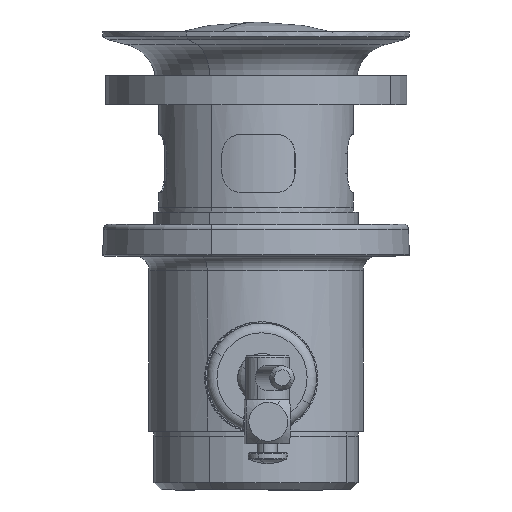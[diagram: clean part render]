
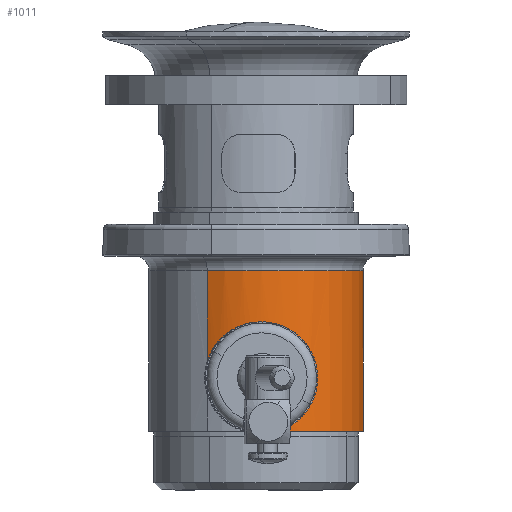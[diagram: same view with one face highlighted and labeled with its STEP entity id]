
A CAD part, front view. The second image highlights one B-rep face of the part: STEP entity #1011.
In plain terms, the highlighted cylindrical face has radius 22 mm (diameter 44 mm), a partial arc.
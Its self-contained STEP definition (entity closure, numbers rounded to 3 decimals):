
#595=CARTESIAN_POINT('Axis2P3D Location',(0.,0.,45.)) ;
#599=CARTESIAN_POINT('Vertex',(10.547,19.307,45.)) ;
#601=CARTESIAN_POINT('Vertex',(-10.547,-19.307,45.)) ;
#633=CARTESIAN_POINT('Axis2P3D Location',(0.,0.,25.)) ;
#638=CARTESIAN_POINT('Line Origine',(-10.547,-19.307,28.523)) ;
#642=CARTESIAN_POINT('Vertex',(-10.547,-19.307,25.154)) ;
#645=CARTESIAN_POINT('Line Origine',(10.547,19.307,28.523)) ;
#649=CARTESIAN_POINT('Vertex',(10.547,19.307,12.045)) ;
#934=CARTESIAN_POINT('Axis2P3D Location',(0.,0.,12.045)) ;
#938=CARTESIAN_POINT('Vertex',(0.972,-21.979,12.045)) ;
#965=CARTESIAN_POINT('Control Point',(-10.547,-19.307,25.154)) ;
#966=CARTESIAN_POINT('Control Point',(-10.384,-19.396,25.993)) ;
#967=CARTESIAN_POINT('Control Point',(-10.141,-19.527,26.811)) ;
#968=CARTESIAN_POINT('Control Point',(-9.823,-19.691,27.597)) ;
#969=CARTESIAN_POINT('Control Point',(-8.797,-20.191,29.579)) ;
#970=CARTESIAN_POINT('Control Point',(-7.321,-20.785,31.237)) ;
#971=CARTESIAN_POINT('Control Point',(-6.247,-21.147,32.12)) ;
#972=CARTESIAN_POINT('Control Point',(-4.522,-21.588,33.121)) ;
#973=CARTESIAN_POINT('Control Point',(-2.609,-21.856,33.697)) ;
#974=CARTESIAN_POINT('Control Point',(-2.026,-21.919,33.829)) ;
#975=CARTESIAN_POINT('Control Point',(-0.194,-22.051,34.107)) ;
#976=CARTESIAN_POINT('Control Point',(1.678,-21.991,33.981)) ;
#977=CARTESIAN_POINT('Control Point',(2.917,-21.856,33.702)) ;
#978=CARTESIAN_POINT('Control Point',(4.084,-21.646,33.253)) ;
#979=CARTESIAN_POINT('Control Point',(5.156,-21.387,32.653)) ;
#980=CARTESIAN_POINT('Vertex',(5.156,-21.387,32.653)) ;
#984=CARTESIAN_POINT('Control Point',(0.972,-21.979,12.045)) ;
#985=CARTESIAN_POINT('Control Point',(1.897,-21.938,12.131)) ;
#986=CARTESIAN_POINT('Control Point',(2.811,-21.848,12.319)) ;
#987=CARTESIAN_POINT('Control Point',(3.696,-21.714,12.606)) ;
#988=CARTESIAN_POINT('Control Point',(5.253,-21.397,13.305)) ;
#989=CARTESIAN_POINT('Control Point',(6.628,-20.993,14.283)) ;
#990=CARTESIAN_POINT('Control Point',(7.217,-20.795,14.788)) ;
#991=CARTESIAN_POINT('Control Point',(8.675,-20.252,16.28)) ;
#992=CARTESIAN_POINT('Control Point',(9.759,-19.735,18.095)) ;
#993=CARTESIAN_POINT('Control Point',(10.275,-19.458,19.345)) ;
#994=CARTESIAN_POINT('Control Point',(10.86,-19.134,21.767)) ;
#995=CARTESIAN_POINT('Control Point',(10.769,-19.184,24.268)) ;
#996=CARTESIAN_POINT('Control Point',(10.585,-19.289,25.38)) ;
#997=CARTESIAN_POINT('Control Point',(9.855,-19.689,27.852)) ;
#998=CARTESIAN_POINT('Control Point',(8.485,-20.328,29.987)) ;
#999=CARTESIAN_POINT('Control Point',(7.527,-20.719,31.055)) ;
#1000=CARTESIAN_POINT('Control Point',(6.405,-21.086,31.956)) ;
#1001=CARTESIAN_POINT('Control Point',(5.156,-21.387,32.653)) ;
#640=VECTOR('Line Direction',#639,1.) ;
#647=VECTOR('Line Direction',#646,1.) ;
#596=DIRECTION('Axis2P3D Direction',(0.,0.,-1.)) ;
#634=DIRECTION('Axis2P3D Direction',(0.,0.,-1.)) ;
#635=DIRECTION('Axis2P3D XDirection',(-0.479,-0.878,0.)) ;
#639=DIRECTION('Vector Direction',(0.,0.,-1.)) ;
#646=DIRECTION('Vector Direction',(0.,0.,-1.)) ;
#935=DIRECTION('Axis2P3D Direction',(-0.,0.,1.)) ;
#597=AXIS2_PLACEMENT_3D('Circle Axis2P3D',#595,#596,$) ;
#636=AXIS2_PLACEMENT_3D('Cylinder Axis2P3D',#633,#634,#635) ;
#936=AXIS2_PLACEMENT_3D('Circle Axis2P3D',#934,#935,$) ;
#641=LINE('Line',#638,#640) ;
#648=LINE('Line',#645,#647) ;
#598=CIRCLE('generated circle',#597,22.) ;
#937=CIRCLE('generated circle',#936,22.) ;
#637=CYLINDRICAL_SURFACE('generated cylinder',#636,22.) ;
#603=EDGE_CURVE('',#600,#602,#598,.T.) ;
#644=EDGE_CURVE('',#643,#602,#641,.F.) ;
#651=EDGE_CURVE('',#650,#600,#648,.F.) ;
#940=EDGE_CURVE('',#650,#939,#937,.F.) ;
#982=EDGE_CURVE('',#643,#981,#964,.T.) ;
#1002=EDGE_CURVE('',#981,#939,#983,.F.) ;
#1004=ORIENTED_EDGE('',*,*,#940,.F.) ;
#1005=ORIENTED_EDGE('',*,*,#651,.T.) ;
#1006=ORIENTED_EDGE('',*,*,#603,.T.) ;
#1007=ORIENTED_EDGE('',*,*,#644,.F.) ;
#1008=ORIENTED_EDGE('',*,*,#982,.T.) ;
#1009=ORIENTED_EDGE('',*,*,#1002,.T.) ;
#1003=EDGE_LOOP('',(#1004,#1005,#1006,#1007,#1008,#1009)) ;
#600=VERTEX_POINT('',#599) ;
#602=VERTEX_POINT('',#601) ;
#643=VERTEX_POINT('',#642) ;
#650=VERTEX_POINT('',#649) ;
#939=VERTEX_POINT('',#938) ;
#981=VERTEX_POINT('',#980) ;
#1011=ADVANCED_FACE('Low',(#1010),#637,.T.) ;
#964=B_SPLINE_CURVE_WITH_KNOTS('',5,(#965,#966,#967,#968,#969,#970,#971,#972,#973,#974,#975,#976,#977,#978,#979),.UNSPECIFIED.,.F.,.U.,(6,3,3,3,6),(0.,5.944,15.805,19.987,28.749),.UNSPECIFIED.) ;
#983=B_SPLINE_CURVE_WITH_KNOTS('',5,(#984,#985,#986,#987,#988,#989,#990,#991,#992,#993,#994,#995,#996,#997,#998,#999,#1000,#1001),.UNSPECIFIED.,.F.,.U.,(6,3,3,3,3,6),(8.95,15.451,20.998,30.409,38.125,48.325),.UNSPECIFIED.) ;
#1010=FACE_OUTER_BOUND('',#1003,.T.) ;
